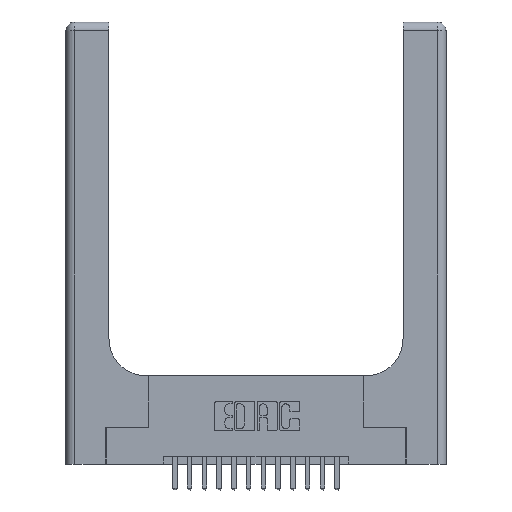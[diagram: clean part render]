
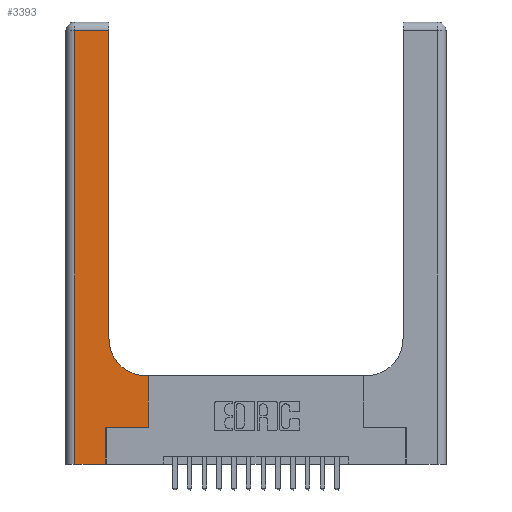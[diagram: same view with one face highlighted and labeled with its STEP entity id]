
A CAD part, top view. The second image highlights one B-rep face of the part: STEP entity #3393.
In plain terms, the highlighted planar face has unit normal (0, 0, 1).
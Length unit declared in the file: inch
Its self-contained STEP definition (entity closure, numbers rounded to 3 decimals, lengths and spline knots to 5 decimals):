
#56 = ORIENTED_EDGE ( 'NONE', *, *, #5380, .T. ) ;
#495 = EDGE_CURVE ( 'NONE', #16236, #4974, #2385, .T. ) ;
#682 = CARTESIAN_POINT ( 'NONE',  ( 0.269, 0., 0.37 ) ) ;
#2095 = CARTESIAN_POINT ( 'NONE',  ( 0.06, 2.94, 0.37 ) ) ;
#2217 = CARTESIAN_POINT ( 'NONE',  ( 0.5585, 0.6, 0.37 ) ) ;
#2385 = LINE ( 'NONE', #14155, #13544 ) ;
#2765 = CARTESIAN_POINT ( 'NONE',  ( 0.06, 3., 0.37 ) ) ;
#2935 = DIRECTION ( 'NONE',  ( 0., 1., 0. ) ) ;
#3245 = VERTEX_POINT ( 'NONE', #6704 ) ;
#3370 = VERTEX_POINT ( 'NONE', #5399 ) ;
#3393 = ADVANCED_FACE ( 'NONE', ( #11980 ), #4938, .F. ) ;
#3605 = CARTESIAN_POINT ( 'NONE',  ( 0., 2.94, 0.37 ) ) ;
#3922 = EDGE_CURVE ( 'NONE', #3245, #16055, #11053, .T. ) ;
#4063 = LINE ( 'NONE', #3605, #11354 ) ;
#4270 = CARTESIAN_POINT ( 'NONE',  ( 0.06, 0., 0.37 ) ) ;
#4321 = CARTESIAN_POINT ( 'NONE',  ( 0.2915, 0.85, 0.37 ) ) ;
#4761 = VECTOR ( 'NONE', #7120, 39.37008 ) ;
#4870 = DIRECTION ( 'NONE',  ( -1., 0., 0. ) ) ;
#4875 = DIRECTION ( 'NONE',  ( 0., 0., -1. ) ) ;
#4938 = PLANE ( 'NONE',  #17043 ) ;
#4974 = VERTEX_POINT ( 'NONE', #9188 ) ;
#5003 = CARTESIAN_POINT ( 'NONE',  ( 0.5415, 0.85, 0.37 ) ) ;
#5071 = VERTEX_POINT ( 'NONE', #2095 ) ;
#5077 = DIRECTION ( 'NONE',  ( -1., 0., 0. ) ) ;
#5092 = ORIENTED_EDGE ( 'NONE', *, *, #17126, .T. ) ;
#5107 = CARTESIAN_POINT ( 'NONE',  ( 0., 3., 0.37 ) ) ;
#5380 = EDGE_CURVE ( 'NONE', #5071, #14597, #17788, .T. ) ;
#5395 = CARTESIAN_POINT ( 'NONE',  ( 0.2915, 0.6, 0.37 ) ) ;
#5399 = CARTESIAN_POINT ( 'NONE',  ( 0.2915, 2.94, 0.37 ) ) ;
#5726 = DIRECTION ( 'NONE',  ( 0., -1., 0. ) ) ;
#5877 = CARTESIAN_POINT ( 'NONE',  ( 0.269, 0., 0.37 ) ) ;
#6175 = CARTESIAN_POINT ( 'NONE',  ( 0.269, 0.25, 0.37 ) ) ;
#6471 = DIRECTION ( 'NONE',  ( 1., 0., 0. ) ) ;
#6519 = ORIENTED_EDGE ( 'NONE', *, *, #11551, .T. ) ;
#6617 = EDGE_LOOP ( 'NONE', ( #10157, #9066, #56, #11136, #17166, #11253, #5092, #6519, #7675 ) ) ;
#6640 = VECTOR ( 'NONE', #8943, 39.37008 ) ;
#6704 = CARTESIAN_POINT ( 'NONE',  ( 0.5415, 0.6, 0.37 ) ) ;
#6981 = VECTOR ( 'NONE', #15538, 39.37008 ) ;
#7120 = DIRECTION ( 'NONE',  ( 1., 0., 0. ) ) ;
#7328 = DIRECTION ( 'NONE',  ( 0., 1., 0. ) ) ;
#7463 = CARTESIAN_POINT ( 'NONE',  ( 0.5585, 0.25, 0.37 ) ) ;
#7675 = ORIENTED_EDGE ( 'NONE', *, *, #3922, .T. ) ;
#8633 = LINE ( 'NONE', #14370, #4761 ) ;
#8943 = DIRECTION ( 'NONE',  ( 0., 1., 0. ) ) ;
#9066 = ORIENTED_EDGE ( 'NONE', *, *, #9773, .T. ) ;
#9188 = CARTESIAN_POINT ( 'NONE',  ( 0.5585, 0.25, 0.37 ) ) ;
#9463 = EDGE_CURVE ( 'NONE', #14597, #16404, #8633, .T. ) ;
#9580 = AXIS2_PLACEMENT_3D ( 'NONE', #5003, #15161, #6471 ) ;
#9773 = EDGE_CURVE ( 'NONE', #3370, #5071, #4063, .T. ) ;
#9957 = LINE ( 'NONE', #5395, #6981 ) ;
#10152 = VECTOR ( 'NONE', #5726, 39.37008 ) ;
#10157 = ORIENTED_EDGE ( 'NONE', *, *, #15513, .T. ) ;
#10478 = VECTOR ( 'NONE', #7328, 39.37008 ) ;
#11053 = CIRCLE ( 'NONE', #9580, 0.25 ) ;
#11136 = ORIENTED_EDGE ( 'NONE', *, *, #9463, .T. ) ;
#11253 = ORIENTED_EDGE ( 'NONE', *, *, #495, .T. ) ;
#11354 = VECTOR ( 'NONE', #5077, 39.37008 ) ;
#11551 = EDGE_CURVE ( 'NONE', #15862, #3245, #9957, .T. ) ;
#11672 = CARTESIAN_POINT ( 'NONE',  ( 0.2915, 3., 0.37 ) ) ;
#11980 = FACE_OUTER_BOUND ( 'NONE', #6617, .T. ) ;
#13544 = VECTOR ( 'NONE', #14296, 39.37008 ) ;
#13931 = LINE ( 'NONE', #11672, #18174 ) ;
#14155 = CARTESIAN_POINT ( 'NONE',  ( 0.269, 0.25, 0.37 ) ) ;
#14296 = DIRECTION ( 'NONE',  ( 1., 0., 0. ) ) ;
#14370 = CARTESIAN_POINT ( 'NONE',  ( 0., 0., 0.37 ) ) ;
#14597 = VERTEX_POINT ( 'NONE', #4270 ) ;
#15161 = DIRECTION ( 'NONE',  ( 0., 0., -1. ) ) ;
#15513 = EDGE_CURVE ( 'NONE', #16055, #3370, #13931, .T. ) ;
#15538 = DIRECTION ( 'NONE',  ( -1., 0., 0. ) ) ;
#15862 = VERTEX_POINT ( 'NONE', #2217 ) ;
#16055 = VERTEX_POINT ( 'NONE', #4321 ) ;
#16236 = VERTEX_POINT ( 'NONE', #6175 ) ;
#16404 = VERTEX_POINT ( 'NONE', #682 ) ;
#17043 = AXIS2_PLACEMENT_3D ( 'NONE', #5107, #4875, #4870 ) ;
#17126 = EDGE_CURVE ( 'NONE', #4974, #15862, #18152, .T. ) ;
#17166 = ORIENTED_EDGE ( 'NONE', *, *, #18554, .T. ) ;
#17788 = LINE ( 'NONE', #2765, #10152 ) ;
#18097 = LINE ( 'NONE', #5877, #10478 ) ;
#18152 = LINE ( 'NONE', #7463, #6640 ) ;
#18174 = VECTOR ( 'NONE', #2935, 39.37008 ) ;
#18554 = EDGE_CURVE ( 'NONE', #16404, #16236, #18097, .T. ) ;
